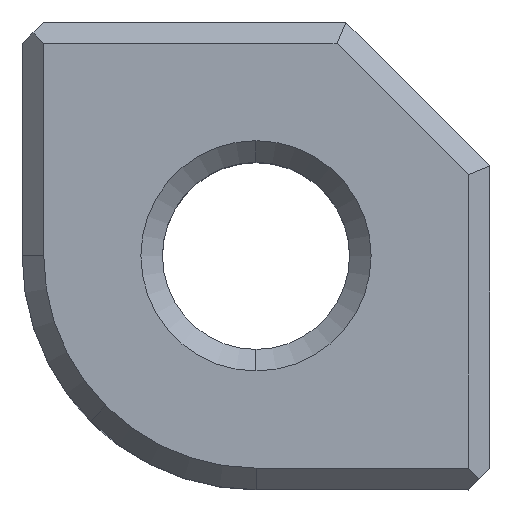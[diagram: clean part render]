
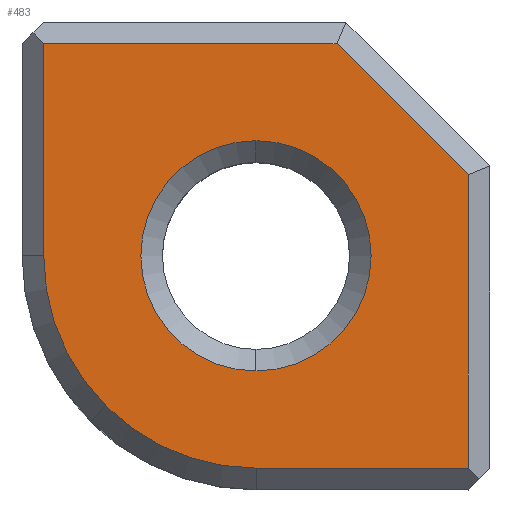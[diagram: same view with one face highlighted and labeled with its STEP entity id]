
A CAD part, top view. The second image highlights one B-rep face of the part: STEP entity #483.
In plain terms, the highlighted planar face has unit normal (0, 0, 1).
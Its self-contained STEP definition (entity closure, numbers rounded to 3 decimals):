
#20 = DIRECTION ( 'NONE',  ( -1., 0., 0. ) ) ;
#31 = LINE ( 'NONE', #738, #755 ) ;
#52 = DIRECTION ( 'NONE',  ( 1., 0., 0. ) ) ;
#53 = EDGE_CURVE ( 'NONE', #1171, #1014, #1088, .T. ) ;
#67 = VERTEX_POINT ( 'NONE', #309 ) ;
#73 = EDGE_CURVE ( 'NONE', #1014, #1198, #521, .T. ) ;
#75 = DIRECTION ( 'NONE',  ( -1., 0., 0. ) ) ;
#83 = AXIS2_PLACEMENT_3D ( 'NONE', #634, #648, #20 ) ;
#89 = DIRECTION ( 'NONE',  ( 0., 0., 1. ) ) ;
#109 = EDGE_LOOP ( 'NONE', ( #200, #457 ) ) ;
#114 = CARTESIAN_POINT ( 'NONE',  ( 17.576, 127.554, -65.937 ) ) ;
#123 = AXIS2_PLACEMENT_3D ( 'NONE', #401, #89, #601 ) ;
#129 = EDGE_CURVE ( 'NONE', #1198, #352, #1243, .T. ) ;
#157 = FACE_BOUND ( 'NONE', #109, .T. ) ;
#168 = CIRCLE ( 'NONE', #848, 1.6 ) ;
#200 = ORIENTED_EDGE ( 'NONE', *, *, #365, .T. ) ;
#257 = CARTESIAN_POINT ( 'NONE',  ( 16.45, 121.654, -65.937 ) ) ;
#258 = PLANE ( 'NONE',  #479 ) ;
#269 = DIRECTION ( 'NONE',  ( 0., 0., -1. ) ) ;
#272 = LINE ( 'NONE', #257, #285 ) ;
#285 = VECTOR ( 'NONE', #52, 1000. ) ;
#309 = CARTESIAN_POINT ( 'NONE',  ( 14.364, 122.518, -65.937 ) ) ;
#318 = CARTESIAN_POINT ( 'NONE',  ( 19.4, 121.654, -65.937 ) ) ;
#334 = VECTOR ( 'NONE', #430, 1000. ) ;
#352 = VERTEX_POINT ( 'NONE', #779 ) ;
#365 = EDGE_CURVE ( 'NONE', #369, #625, #396, .T. ) ;
#369 = VERTEX_POINT ( 'NONE', #584 ) ;
#372 = DIRECTION ( 'NONE',  ( 0., 0., 1. ) ) ;
#392 = ORIENTED_EDGE ( 'NONE', *, *, #680, .T. ) ;
#396 = CIRCLE ( 'NONE', #609, 1.6 ) ;
#400 = CIRCLE ( 'NONE', #83, 2.95 ) ;
#401 = CARTESIAN_POINT ( 'NONE',  ( 16.45, 124.604, -65.937 ) ) ;
#424 = DIRECTION ( 'NONE',  ( -0.707, 0.707, 0. ) ) ;
#430 = DIRECTION ( 'NONE',  ( 0., 1., 0. ) ) ;
#457 = ORIENTED_EDGE ( 'NONE', *, *, #988, .T. ) ;
#466 = CARTESIAN_POINT ( 'NONE',  ( 17.576, 127.554, -65.937 ) ) ;
#479 = AXIS2_PLACEMENT_3D ( 'NONE', #1039, #372, #1063 ) ;
#483 = ADVANCED_FACE ( 'NONE', ( #157, #965 ), #258, .T. ) ;
#504 = CARTESIAN_POINT ( 'NONE',  ( 16.45, 123.004, -65.937 ) ) ;
#512 = ORIENTED_EDGE ( 'NONE', *, *, #1255, .T. ) ;
#521 = LINE ( 'NONE', #913, #672 ) ;
#538 = CARTESIAN_POINT ( 'NONE',  ( 16.45, 121.654, -65.937 ) ) ;
#584 = CARTESIAN_POINT ( 'NONE',  ( 16.45, 126.204, -65.937 ) ) ;
#585 = CARTESIAN_POINT ( 'NONE',  ( 16.45, 124.604, -65.937 ) ) ;
#601 = DIRECTION ( 'NONE',  ( -1., 0., 0. ) ) ;
#603 = DIRECTION ( 'NONE',  ( -1., 0., 0. ) ) ;
#609 = AXIS2_PLACEMENT_3D ( 'NONE', #1156, #269, #603 ) ;
#625 = VERTEX_POINT ( 'NONE', #504 ) ;
#634 = CARTESIAN_POINT ( 'NONE',  ( 16.45, 124.604, -65.937 ) ) ;
#637 = ORIENTED_EDGE ( 'NONE', *, *, #73, .T. ) ;
#648 = DIRECTION ( 'NONE',  ( 0., 0., 1. ) ) ;
#655 = ORIENTED_EDGE ( 'NONE', *, *, #973, .T. ) ;
#672 = VECTOR ( 'NONE', #424, 1000. ) ;
#680 = EDGE_CURVE ( 'NONE', #1034, #67, #694, .T. ) ;
#694 = CIRCLE ( 'NONE', #123, 2.95 ) ;
#700 = VERTEX_POINT ( 'NONE', #538 ) ;
#731 = DIRECTION ( 'NONE',  ( 0., -1., 0. ) ) ;
#738 = CARTESIAN_POINT ( 'NONE',  ( 13.5, 127.554, -65.937 ) ) ;
#739 = DIRECTION ( 'NONE',  ( -1., 0., 0. ) ) ;
#747 = ORIENTED_EDGE ( 'NONE', *, *, #129, .T. ) ;
#755 = VECTOR ( 'NONE', #731, 1000. ) ;
#779 = CARTESIAN_POINT ( 'NONE',  ( 13.5, 127.554, -65.937 ) ) ;
#815 = EDGE_CURVE ( 'NONE', #67, #700, #400, .T. ) ;
#821 = EDGE_LOOP ( 'NONE', ( #655, #987, #637, #747, #512, #392, #1115 ) ) ;
#823 = CARTESIAN_POINT ( 'NONE',  ( 19.4, 121.654, -65.937 ) ) ;
#825 = VECTOR ( 'NONE', #739, 1000. ) ;
#848 = AXIS2_PLACEMENT_3D ( 'NONE', #585, #964, #75 ) ;
#913 = CARTESIAN_POINT ( 'NONE',  ( 19.4, 125.73, -65.937 ) ) ;
#964 = DIRECTION ( 'NONE',  ( 0., 0., -1. ) ) ;
#965 = FACE_OUTER_BOUND ( 'NONE', #821, .T. ) ;
#973 = EDGE_CURVE ( 'NONE', #700, #1171, #272, .T. ) ;
#984 = CARTESIAN_POINT ( 'NONE',  ( 13.5, 124.604, -65.937 ) ) ;
#987 = ORIENTED_EDGE ( 'NONE', *, *, #53, .T. ) ;
#988 = EDGE_CURVE ( 'NONE', #625, #369, #168, .T. ) ;
#1014 = VERTEX_POINT ( 'NONE', #1260 ) ;
#1034 = VERTEX_POINT ( 'NONE', #984 ) ;
#1039 = CARTESIAN_POINT ( 'NONE',  ( 16.45, 124.604, -65.937 ) ) ;
#1063 = DIRECTION ( 'NONE',  ( -1., 0., 0. ) ) ;
#1088 = LINE ( 'NONE', #318, #334 ) ;
#1115 = ORIENTED_EDGE ( 'NONE', *, *, #815, .T. ) ;
#1156 = CARTESIAN_POINT ( 'NONE',  ( 16.45, 124.604, -65.937 ) ) ;
#1171 = VERTEX_POINT ( 'NONE', #823 ) ;
#1198 = VERTEX_POINT ( 'NONE', #114 ) ;
#1243 = LINE ( 'NONE', #466, #825 ) ;
#1255 = EDGE_CURVE ( 'NONE', #352, #1034, #31, .T. ) ;
#1260 = CARTESIAN_POINT ( 'NONE',  ( 19.4, 125.73, -65.937 ) ) ;
